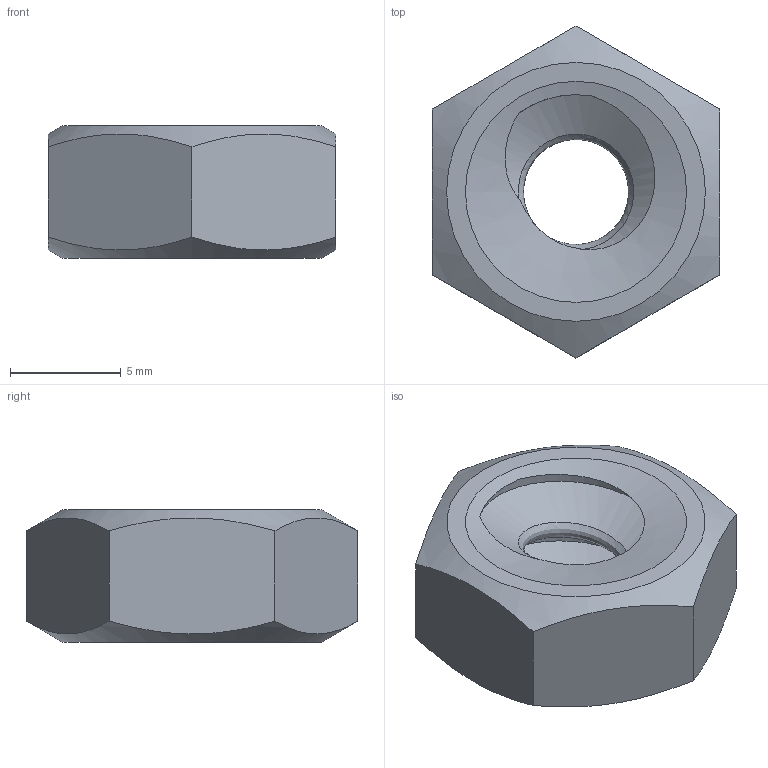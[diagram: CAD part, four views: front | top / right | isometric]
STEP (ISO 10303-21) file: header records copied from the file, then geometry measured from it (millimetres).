
FILE_DESCRIPTION(('STEP AP242'), '1');
FILE_NAME('ItemNutM8S3', '', ('UNSPECIFIED'), ('UNSPECIFIED'), 'C3D Converter', 'C3D Toolkit', '');
FILE_SCHEMA(('AP242_MANAGED_MODEL_BASED_3D_ENGINEERING_MIM_LF { 1 0 10303 442 1 1 4 }'));
Length unit declared in the file: millimetre
Bounding box: 13 x 15.01 x 6 mm (x, y, z)
Volume: 612.5 mm3; surface area: 639.3 mm2
Topology: 1 solids, 1 shells, 17 faces, 43 edges, 28 vertices
Faces by surface type: plane 8, cone 4, bspline 3, cylinder 2
Entity records: 2646 total; most frequent: CARTESIAN_POINT 2126, ORIENTED_EDGE 78, DIRECTION 49, EDGE_CURVE 39, VERTEX_POINT 28, B_SPLINE_CURVE_WITH_KNOTS 26, EDGE_LOOP 23, AXIS2_PLACEMENT_3D 21
